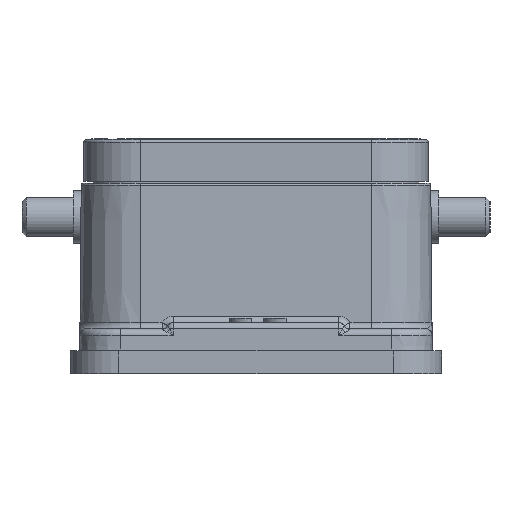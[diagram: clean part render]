
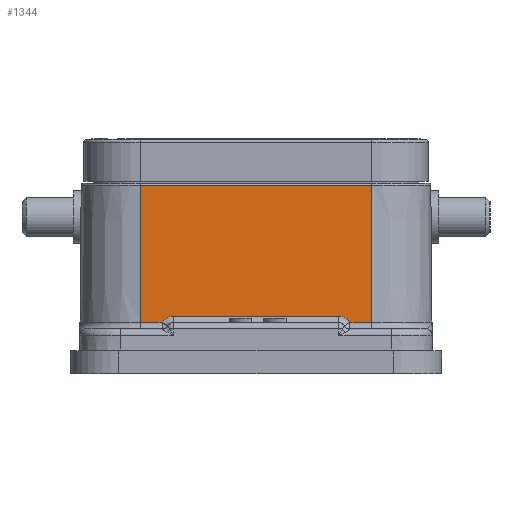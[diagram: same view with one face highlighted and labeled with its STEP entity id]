
A CAD part, left-side view. The second image highlights one B-rep face of the part: STEP entity #1344.
In plain terms, the highlighted planar face has unit normal (-1, 0, 0.009).
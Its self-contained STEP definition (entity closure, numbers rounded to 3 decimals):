
#167=(
BOUNDED_CURVE()
B_SPLINE_CURVE(3,(#12104,#12105,#12106,#12107),.UNSPECIFIED.,.F.,.F.)
B_SPLINE_CURVE_WITH_KNOTS((4,4),(0.,1.),.UNSPECIFIED.)
CURVE()
GEOMETRIC_REPRESENTATION_ITEM()
RATIONAL_B_SPLINE_CURVE((1.,0.911,0.911,1.))
REPRESENTATION_ITEM('')
);
#168=(
BOUNDED_CURVE()
B_SPLINE_CURVE(3,(#12128,#12129,#12130,#12131),.UNSPECIFIED.,.F.,.F.)
B_SPLINE_CURVE_WITH_KNOTS((4,4),(0.,1.),.UNSPECIFIED.)
CURVE()
GEOMETRIC_REPRESENTATION_ITEM()
RATIONAL_B_SPLINE_CURVE((1.,0.911,0.911,1.))
REPRESENTATION_ITEM('')
);
#894=FACE_OUTER_BOUND('',#2091,.T.);
#1344=ADVANCED_FACE('NONE',(#894),#1605,.T.);
#1605=PLANE('',#8329);
#2091=EDGE_LOOP('',(#3867,#3868,#3869,#3870,#3871,#3872,#3873,#3874));
#3867=ORIENTED_EDGE('',*,*,#6196,.T.);
#3868=ORIENTED_EDGE('',*,*,#5928,.T.);
#3869=ORIENTED_EDGE('',*,*,#6197,.T.);
#3870=ORIENTED_EDGE('',*,*,#6102,.T.);
#3871=ORIENTED_EDGE('',*,*,#6034,.T.);
#3872=ORIENTED_EDGE('',*,*,#6037,.T.);
#3873=ORIENTED_EDGE('',*,*,#6040,.T.);
#3874=ORIENTED_EDGE('',*,*,#6079,.T.);
#5132=VERTEX_POINT('',#11667);
#5133=VERTEX_POINT('',#11669);
#5196=VERTEX_POINT('',#12095);
#5198=VERTEX_POINT('',#12103);
#5200=VERTEX_POINT('',#12118);
#5202=VERTEX_POINT('',#12127);
#5219=VERTEX_POINT('',#12270);
#5229=VERTEX_POINT('',#12357);
#5928=EDGE_CURVE('NONE',#5133,#5132,#6890,.T.);
#6034=EDGE_CURVE('NONE',#5196,#5198,#167,.T.);
#6037=EDGE_CURVE('NONE',#5198,#5200,#6914,.T.);
#6040=EDGE_CURVE('NONE',#5200,#5202,#168,.T.);
#6079=EDGE_CURVE('NONE',#5202,#5219,#6930,.T.);
#6102=EDGE_CURVE('NONE',#5229,#5196,#6937,.T.);
#6196=EDGE_CURVE('NONE',#5219,#5133,#6979,.T.);
#6197=EDGE_CURVE('NONE',#5132,#5229,#6980,.T.);
#6890=LINE('',#11668,#7415);
#6914=LINE('',#12119,#7439);
#6930=LINE('',#12269,#7455);
#6937=LINE('',#12428,#7462);
#6979=LINE('',#12720,#7504);
#6980=LINE('',#12722,#7505);
#7415=VECTOR('',#9136,1.);
#7439=VECTOR('',#9354,1.);
#7455=VECTOR('',#9446,1.);
#7462=VECTOR('',#9489,1.);
#7504=VECTOR('',#9691,1.);
#7505=VECTOR('',#9694,1.);
#8329=AXIS2_PLACEMENT_3D('',#13089,#10013,#10014);
#9136=DIRECTION('',(0.,1.,0.));
#9354=DIRECTION('',(0.,-1.,0.));
#9446=DIRECTION('',(0.,-1.,0.));
#9489=DIRECTION('',(0.,-1.,0.));
#9691=DIRECTION('',(0.009,0.,1.));
#9694=DIRECTION('',(-0.009,0.,-1.));
#10013=DIRECTION('',(-1.,0.,0.009));
#10014=DIRECTION('',(0.009,0.,1.));
#11667=CARTESIAN_POINT('',(-59.811,14.25,21.703));
#11668=CARTESIAN_POINT('',(-59.811,14.25,21.703));
#11669=CARTESIAN_POINT('',(-59.811,-14.25,21.703));
#12095=CARTESIAN_POINT('',(-59.958,11.585,4.793));
#12103=CARTESIAN_POINT('',(-59.951,10.2,5.593));
#12104=CARTESIAN_POINT('',(-59.958,11.585,4.793));
#12105=CARTESIAN_POINT('',(-59.954,11.292,5.3));
#12106=CARTESIAN_POINT('',(-59.951,10.785,5.593));
#12107=CARTESIAN_POINT('',(-59.951,10.2,5.593));
#12118=CARTESIAN_POINT('',(-59.951,-10.2,5.593));
#12119=CARTESIAN_POINT('',(-59.951,-21.75,5.593));
#12127=CARTESIAN_POINT('',(-59.958,-11.585,4.793));
#12128=CARTESIAN_POINT('',(-59.951,-10.2,5.593));
#12129=CARTESIAN_POINT('',(-59.951,-10.785,5.593));
#12130=CARTESIAN_POINT('',(-59.954,-11.292,5.3));
#12131=CARTESIAN_POINT('',(-59.958,-11.585,4.793));
#12269=CARTESIAN_POINT('',(-59.958,-21.75,4.793));
#12270=CARTESIAN_POINT('',(-59.958,-14.25,4.793));
#12357=CARTESIAN_POINT('',(-59.958,14.25,4.793));
#12428=CARTESIAN_POINT('',(-59.958,-21.75,4.793));
#12720=CARTESIAN_POINT('',(-60.,-14.25,0.));
#12722=CARTESIAN_POINT('',(-60.,14.25,0.));
#13089=CARTESIAN_POINT('',(-60.,-21.75,0.));
